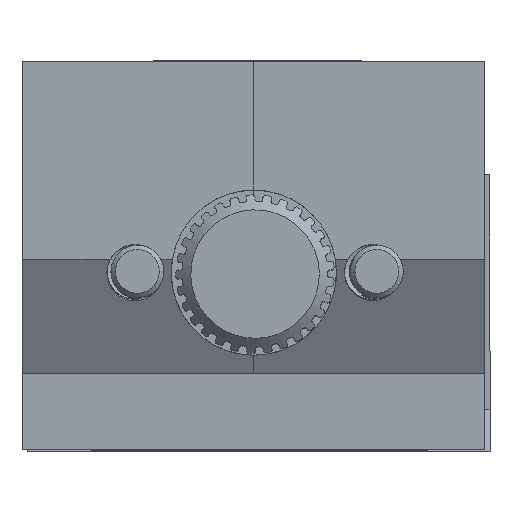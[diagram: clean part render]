
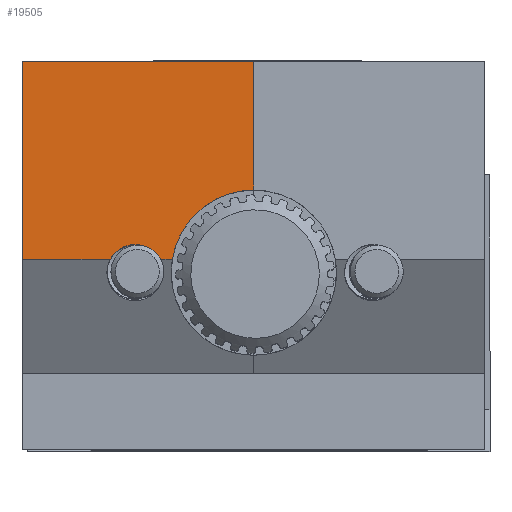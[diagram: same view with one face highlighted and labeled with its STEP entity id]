
A CAD part, top view. The second image highlights one B-rep face of the part: STEP entity #19505.
In plain terms, the highlighted planar face has unit normal (0, 0, 1).
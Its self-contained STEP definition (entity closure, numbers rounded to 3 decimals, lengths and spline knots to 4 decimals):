
#1179=PLANE('',#20842);
#1583=FACE_OUTER_BOUND('',#2709,.T.);
#2709=EDGE_LOOP('',(#13397,#13398,#13399,#13400,#13401,#13402,#13403));
#3974=LINE('',#29194,#5309);
#4006=LINE('',#29263,#5341);
#4018=LINE('',#29299,#5353);
#4030=LINE('',#29321,#5365);
#4032=LINE('',#29323,#5367);
#5309=VECTOR('',#23372,39.3701);
#5341=VECTOR('',#23414,39.3701);
#5353=VECTOR('',#23448,39.3701);
#5365=VECTOR('',#23464,39.3701);
#5367=VECTOR('',#23466,39.3701);
#6461=CIRCLE('',#20833,0.1673);
#6463=CIRCLE('',#20836,0.4921);
#7838=VERTEX_POINT('',#29191);
#7839=VERTEX_POINT('',#29193);
#7871=VERTEX_POINT('',#29262);
#7876=VERTEX_POINT('',#29277);
#7878=VERTEX_POINT('',#29281);
#7881=VERTEX_POINT('',#29288);
#7882=VERTEX_POINT('',#29290);
#9967=EDGE_CURVE('',#7838,#7839,#3974,.T.);
#10002=EDGE_CURVE('',#7871,#7839,#4006,.T.);
#10013=EDGE_CURVE('',#7878,#7876,#6461,.T.);
#10016=EDGE_CURVE('',#7881,#7882,#6463,.T.);
#10021=EDGE_CURVE('',#7881,#7871,#4018,.T.);
#10033=EDGE_CURVE('',#7876,#7838,#4030,.T.);
#10035=EDGE_CURVE('',#7882,#7878,#4032,.T.);
#13397=ORIENTED_EDGE('',*,*,#10035,.F.);
#13398=ORIENTED_EDGE('',*,*,#10016,.F.);
#13399=ORIENTED_EDGE('',*,*,#10021,.T.);
#13400=ORIENTED_EDGE('',*,*,#10002,.T.);
#13401=ORIENTED_EDGE('',*,*,#9967,.F.);
#13402=ORIENTED_EDGE('',*,*,#10033,.F.);
#13403=ORIENTED_EDGE('',*,*,#10013,.F.);
#19505=ADVANCED_FACE('',(#1583),#1179,.F.);
#20833=AXIS2_PLACEMENT_3D('',#29283,#23432,#23433);
#20836=AXIS2_PLACEMENT_3D('',#29291,#23439,#23440);
#20842=AXIS2_PLACEMENT_3D('',#29325,#23469,#23470);
#23372=DIRECTION('',(0.,1.,0.));
#23414=DIRECTION('',(-1.,0.,0.));
#23432=DIRECTION('center_axis',(0.,0.,1.));
#23433=DIRECTION('ref_axis',(1.,0.,0.));
#23439=DIRECTION('center_axis',(0.,0.,1.));
#23440=DIRECTION('ref_axis',(1.,0.,0.));
#23448=DIRECTION('',(0.,1.,0.));
#23464=DIRECTION('',(-1.,0.,0.));
#23466=DIRECTION('',(-1.,0.,0.));
#23469=DIRECTION('center_axis',(0.,0.,-1.));
#23470=DIRECTION('ref_axis',(1.,0.,0.));
#29191=CARTESIAN_POINT('',(-1.378,0.0787,5.1181));
#29193=CARTESIAN_POINT('',(-1.378,1.2598,5.1181));
#29194=CARTESIAN_POINT('',(-1.378,1.2598,5.1181));
#29262=CARTESIAN_POINT('',(0.,1.2598,5.1181));
#29263=CARTESIAN_POINT('',(0.,1.2598,5.1181));
#29277=CARTESIAN_POINT('',(-0.8563,0.0787,5.1181));
#29281=CARTESIAN_POINT('',(-0.561,0.0787,5.1181));
#29283=CARTESIAN_POINT('Origin',(-0.7087,0.,
5.1181));
#29288=CARTESIAN_POINT('',(0.,0.4921,5.1181));
#29290=CARTESIAN_POINT('',(-0.4858,0.0787,5.1181));
#29291=CARTESIAN_POINT('Origin',(0.,0.,5.1181));
#29299=CARTESIAN_POINT('',(0.,1.2598,5.1181));
#29321=CARTESIAN_POINT('',(0.,0.0787,5.1181));
#29323=CARTESIAN_POINT('',(0.,0.0787,5.1181));
#29325=CARTESIAN_POINT('Origin',(0.,1.2598,
5.1181));
